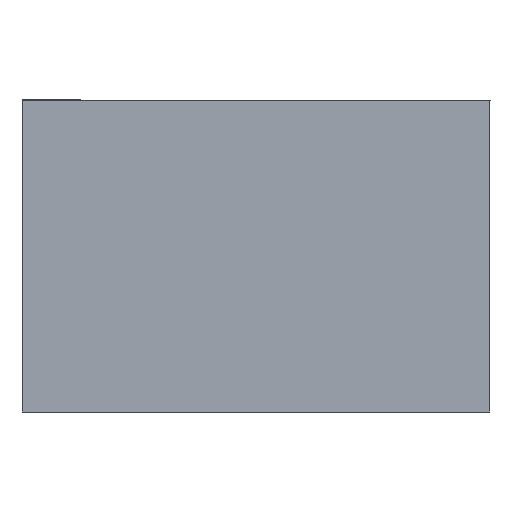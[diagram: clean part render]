
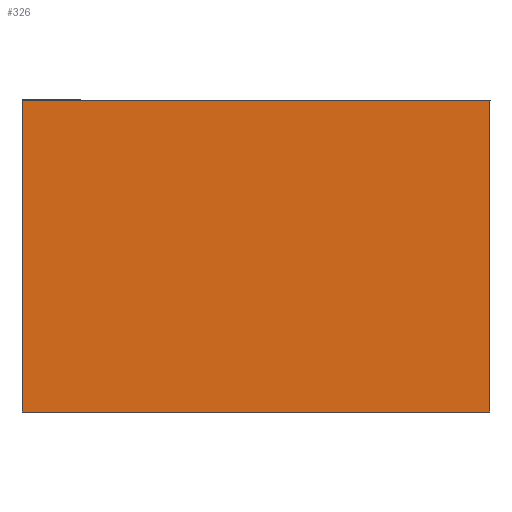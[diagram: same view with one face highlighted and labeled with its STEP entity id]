
A CAD part, left-side view. The second image highlights one B-rep face of the part: STEP entity #326.
In plain terms, the highlighted planar face has unit normal (-1, 0, 0).
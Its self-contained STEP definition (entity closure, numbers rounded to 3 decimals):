
#326 = ADVANCED_FACE( '', ( #646 ), #647, .F. );
#646 = FACE_OUTER_BOUND( '', #971, .T. );
#647 = PLANE( '', #972 );
#971 = EDGE_LOOP( '', ( #1875, #1876, #1877, #1878 ) );
#972 = AXIS2_PLACEMENT_3D( '', #1879, #1880, #1881 );
#1875 = ORIENTED_EDGE( '', *, *, #2389, .F. );
#1876 = ORIENTED_EDGE( '', *, *, #2263, .T. );
#1877 = ORIENTED_EDGE( '', *, *, #2173, .T. );
#1878 = ORIENTED_EDGE( '', *, *, #2130, .T. );
#1879 = CARTESIAN_POINT( '', ( -1.5, 1.5, 2. ) );
#1880 = DIRECTION( '', ( 1., 0., 0. ) );
#1881 = DIRECTION( '', ( 0., 0., -1. ) );
#2130 = EDGE_CURVE( '', #2524, #2525, #2526, .T. );
#2173 = EDGE_CURVE( '', #2606, #2524, #2607, .T. );
#2263 = EDGE_CURVE( '', #2748, #2606, #2751, .T. );
#2389 = EDGE_CURVE( '', #2748, #2525, #2900, .T. );
#2524 = VERTEX_POINT( '', #3223 );
#2525 = VERTEX_POINT( '', #3224 );
#2526 = LINE( '', #3225, #3226 );
#2606 = VERTEX_POINT( '', #3443 );
#2607 = LINE( '', #3444, #3445 );
#2748 = VERTEX_POINT( '', #3769 );
#2751 = LINE( '', #3774, #3775 );
#2900 = LINE( '', #4038, #4039 );
#3223 = CARTESIAN_POINT( '', ( -1.5, 1.5, 0. ) );
#3224 = CARTESIAN_POINT( '', ( -1.5, -1.5, 0. ) );
#3225 = CARTESIAN_POINT( '', ( -1.5, 1.5, 0. ) );
#3226 = VECTOR( '', #4097, 1000. );
#3443 = CARTESIAN_POINT( '', ( -1.5, 1.5, 2. ) );
#3444 = CARTESIAN_POINT( '', ( -1.5, 1.5, 2. ) );
#3445 = VECTOR( '', #4107, 1000. );
#3769 = CARTESIAN_POINT( '', ( -1.5, -1.5, 2. ) );
#3774 = CARTESIAN_POINT( '', ( -1.5, -1.5, 2. ) );
#3775 = VECTOR( '', #4138, 1000. );
#4038 = CARTESIAN_POINT( '', ( -1.5, -1.5, 2. ) );
#4039 = VECTOR( '', #4194, 1000. );
#4097 = DIRECTION( '', ( 0., -1., 0. ) );
#4107 = DIRECTION( '', ( 0., 0., -1. ) );
#4138 = DIRECTION( '', ( 0., 1., 0. ) );
#4194 = DIRECTION( '', ( 0., 0., -1. ) );
